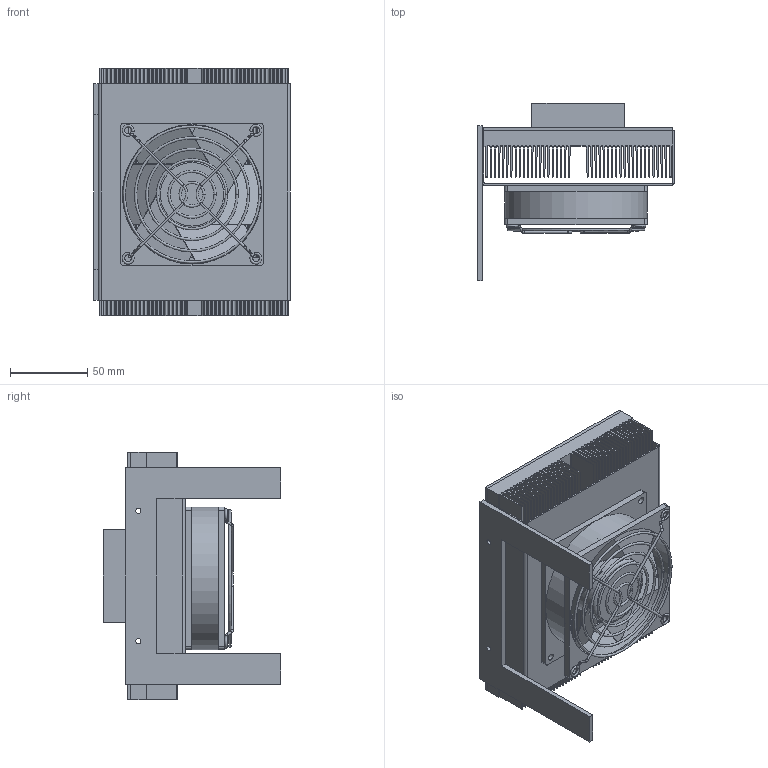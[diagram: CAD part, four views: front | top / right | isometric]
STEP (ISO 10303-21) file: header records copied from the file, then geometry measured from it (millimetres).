
FILE_DESCRIPTION(/* description */ ('STEP AP214'),/* implementation_level */ '2;1');
FILE_NAME(/* name */ '647cc0b9cd9696388855b33d',/* time_stamp */ '2023-06-04T16:50:02Z',/* author */ (''),/* organization */ (''),/* preprocessor_version */ 'ST-DEVELOPER v19.4',/* originating_system */ ' ',/* authorisation */ ' ');
FILE_SCHEMA (('AUTOMOTIVE_DESIGN {1 0 10303 214 3 1 1}'));
Length unit declared in the file: metre
Products named in the file (13): DT-AR-045-12; Part 13
Bounding box: 127 x 114.64 x 160 mm (x, y, z)
Volume: 508236.7 mm3; surface area: 457229.4 mm2
Topology: 13 solids, 13 shells, 374 faces, 1031 edges, 677 vertices
Faces by surface type: plane 212, cylinder 137, torus 25
Full cylindrical faces by diameter (mm): 1.5 x12, 3 x2, 3.3 x8, 4.2 x4, 4.3 x8, 45 x1, 90 x1, 92 x1
Entity records: 12037 total; most frequent: DIRECTION 2071, CARTESIAN_POINT 2002, ORIENTED_EDGE 1892, EDGE_CURVE 946, AXIS2_PLACEMENT_3D 744, VERTEX_POINT 659, LINE 583, VECTOR 583
